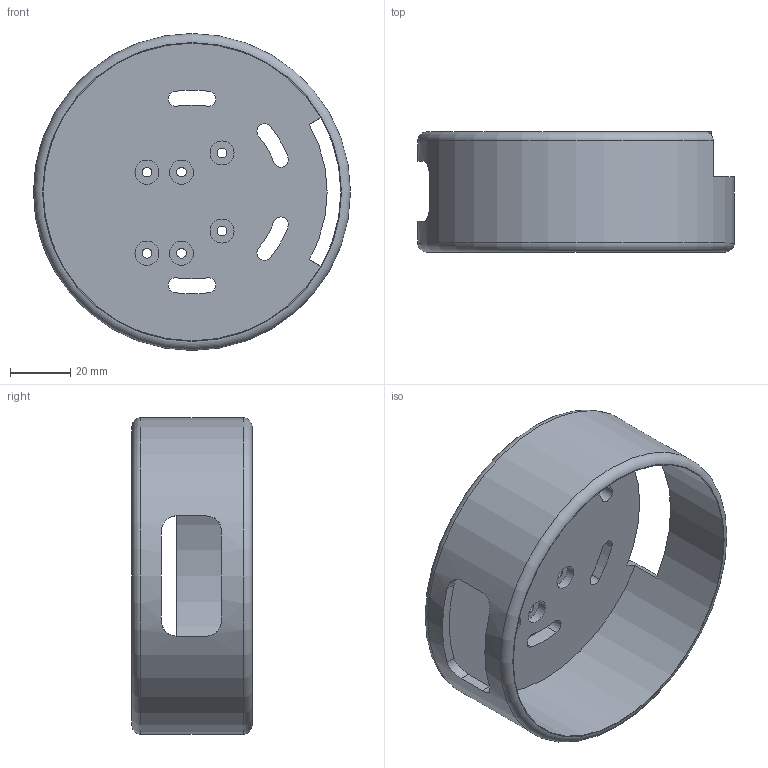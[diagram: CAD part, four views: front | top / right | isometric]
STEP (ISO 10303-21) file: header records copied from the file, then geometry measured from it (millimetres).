
FILE_DESCRIPTION(/* description */ (''),/* implementation_level */ '2;1');
FILE_NAME(/* name */ '1-A-CameraStand-AmazonEcho v11.step',/* time_stamp */ '2019-11-19T00:58:14+09:00',/* author */ (''),/* organization */ (''),/* preprocessor_version */ 'ST-DEVELOPER v18',/* originating_system */ 'Autodesk Translation Framework v8.12.0.6',/* authorisation */ '');
FILE_SCHEMA (('AUTOMOTIVE_DESIGN { 1 0 10303 214 3 1 1 }'));
Length unit declared in the file: millimetre
Products named in the file (1): 1-A-CameraStand-AmazonEcho
Bounding box: 105.5 x 40 x 105.5 mm (x, y, z)
Volume: 69797.6 mm3; surface area: 38830.9 mm2
Topology: 1 solids, 1 shells, 54 faces, 154 edges, 107 vertices
Faces by surface type: cylinder 36, plane 16, torus 2
Full cylindrical faces by diameter (mm): 3.2 x6, 8 x6, 99.1 x1, 105.5 x1
Entity records: 1982 total; most frequent: CARTESIAN_POINT 406, DIRECTION 343, ORIENTED_EDGE 308, EDGE_CURVE 154, AXIS2_PLACEMENT_3D 144, VERTEX_POINT 107, CIRCLE 89, EDGE_LOOP 83
